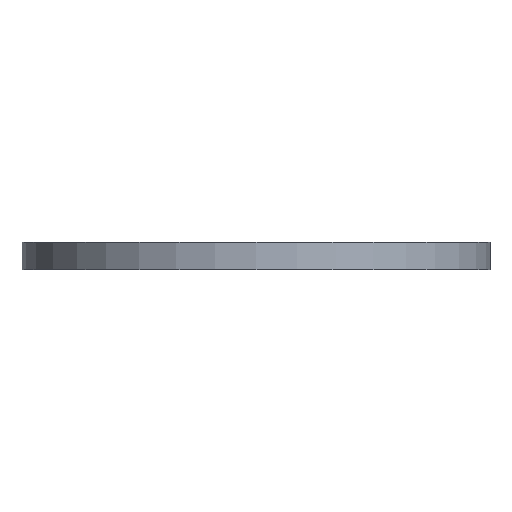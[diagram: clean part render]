
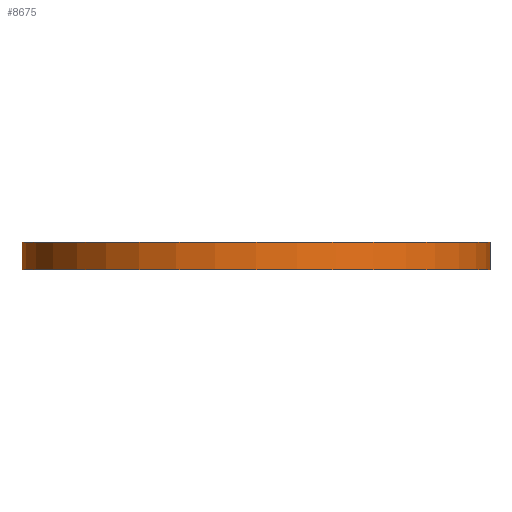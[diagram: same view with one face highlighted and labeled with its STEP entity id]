
A CAD part, front view. The second image highlights one B-rep face of the part: STEP entity #8675.
In plain terms, the highlighted cylindrical face has radius 54.17 mm (diameter 108.34 mm), a partial arc.
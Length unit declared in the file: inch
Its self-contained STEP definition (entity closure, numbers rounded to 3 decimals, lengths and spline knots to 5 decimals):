
#163 = CARTESIAN_POINT ( 'NONE',  ( -2.13268, 0., -0.125 ) ) ;
#213 = VERTEX_POINT ( 'NONE', #18853 ) ;
#934 = VERTEX_POINT ( 'NONE', #10164 ) ;
#2008 = CARTESIAN_POINT ( 'NONE',  ( 2.13268, 0., 0.125 ) ) ;
#2012 = DIRECTION ( 'NONE',  ( 0., 0., -1. ) ) ;
#2125 = CARTESIAN_POINT ( 'NONE',  ( -2.13268, 0., 0.125 ) ) ;
#2705 = AXIS2_PLACEMENT_3D ( 'NONE', #20110, #4696, #18450 ) ;
#3000 = CIRCLE ( 'NONE', #15929, 2.13268 ) ;
#3733 = ORIENTED_EDGE ( 'NONE', *, *, #18707, .F. ) ;
#4101 = VECTOR ( 'NONE', #17666, 39.37008 ) ;
#4174 = EDGE_CURVE ( 'NONE', #17520, #934, #19298, .T. ) ;
#4696 = DIRECTION ( 'NONE',  ( 0., 0., 1. ) ) ;
#4704 = CARTESIAN_POINT ( 'NONE',  ( 0., 0., -0.125 ) ) ;
#6089 = VECTOR ( 'NONE', #12831, 39.37008 ) ;
#6667 = ORIENTED_EDGE ( 'NONE', *, *, #4174, .F. ) ;
#7590 = DIRECTION ( 'NONE',  ( 1., 0., 0. ) ) ;
#8675 = ADVANCED_FACE ( 'NONE', ( #19695 ), #16759, .T. ) ;
#8905 = VERTEX_POINT ( 'NONE', #163 ) ;
#9394 = CARTESIAN_POINT ( 'NONE',  ( -2.13268, 0., 0.125 ) ) ;
#9450 = DIRECTION ( 'NONE',  ( 0., 0., 1. ) ) ;
#10008 = LINE ( 'NONE', #2125, #4101 ) ;
#10164 = CARTESIAN_POINT ( 'NONE',  ( 2.13268, 0., 0.125 ) ) ;
#11265 = LINE ( 'NONE', #2008, #6089 ) ;
#12831 = DIRECTION ( 'NONE',  ( 0., 0., -1. ) ) ;
#13232 = AXIS2_PLACEMENT_3D ( 'NONE', #14616, #2012, #14201 ) ;
#13840 = EDGE_CURVE ( 'NONE', #8905, #213, #3000, .T. ) ;
#14070 = ORIENTED_EDGE ( 'NONE', *, *, #13840, .T. ) ;
#14201 = DIRECTION ( 'NONE',  ( -1., 0., 0. ) ) ;
#14616 = CARTESIAN_POINT ( 'NONE',  ( 0., 0., 0.125 ) ) ;
#15929 = AXIS2_PLACEMENT_3D ( 'NONE', #4704, #9450, #7590 ) ;
#16638 = ORIENTED_EDGE ( 'NONE', *, *, #17173, .T. ) ;
#16759 = CYLINDRICAL_SURFACE ( 'NONE', #13232, 2.13268 ) ;
#17173 = EDGE_CURVE ( 'NONE', #17520, #8905, #10008, .T. ) ;
#17520 = VERTEX_POINT ( 'NONE', #9394 ) ;
#17666 = DIRECTION ( 'NONE',  ( 0., 0., -1. ) ) ;
#18450 = DIRECTION ( 'NONE',  ( 1., 0., 0. ) ) ;
#18707 = EDGE_CURVE ( 'NONE', #934, #213, #11265, .T. ) ;
#18853 = CARTESIAN_POINT ( 'NONE',  ( 2.13268, 0., -0.125 ) ) ;
#19298 = CIRCLE ( 'NONE', #2705, 2.13268 ) ;
#19695 = FACE_OUTER_BOUND ( 'NONE', #19780, .T. ) ;
#19780 = EDGE_LOOP ( 'NONE', ( #3733, #6667, #16638, #14070 ) ) ;
#20110 = CARTESIAN_POINT ( 'NONE',  ( 0., 0., 0.125 ) ) ;
